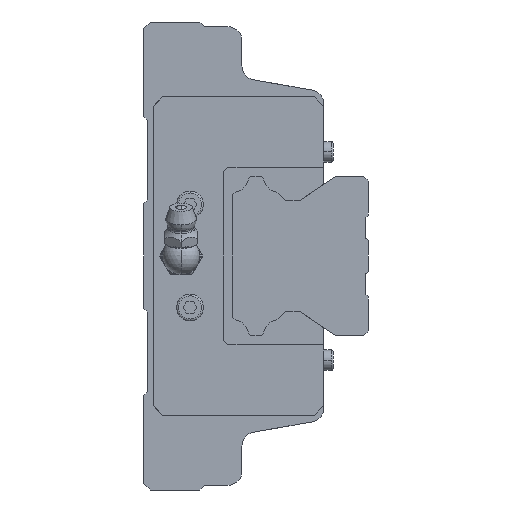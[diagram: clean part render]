
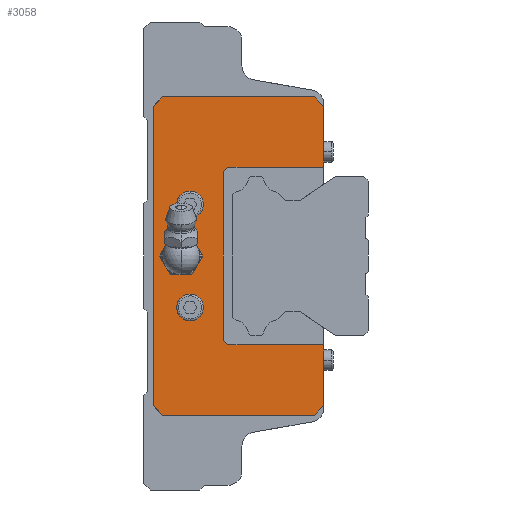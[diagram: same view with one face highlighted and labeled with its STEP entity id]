
A CAD part, left-side view. The second image highlights one B-rep face of the part: STEP entity #3058.
In plain terms, the highlighted planar face has unit normal (-1, 0, 0).
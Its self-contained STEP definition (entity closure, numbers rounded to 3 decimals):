
#1914 = VERTEX_POINT( '', #5542 );
#1984 = EDGE_CURVE( '', #4912, #4698, #5617, .T. );
#2016 = EDGE_CURVE( '', #4010, #3786, #5651, .T. );
#2066 = EDGE_CURVE( '', #2402, #3582, #5707, .T. );
#2114 = EDGE_CURVE( '', #3422, #3460, #5763, .T. );
#2402 = VERTEX_POINT( '', #6089 );
#2534 = EDGE_CURVE( '', #3582, #2782, #6234, .T. );
#2662 = VERTEX_POINT( '', #6369 );
#2716 = EDGE_CURVE( '', #3218, #2818, #6429, .T. );
#2782 = VERTEX_POINT( '', #6501 );
#2818 = VERTEX_POINT( '', #6539 );
#2912 = EDGE_CURVE( '', #4940, #3152, #6641, .T. );
#2974 = EDGE_CURVE( '', #3152, #4940, #6710, .T. );
#2998 = EDGE_CURVE( '', #4542, #3986, #6736, .T. );
#3058 = ADVANCED_FACE( '', ( #6804, #6805, #6806, #6807 ), #6808, .F. );
#3152 = VERTEX_POINT( '', #6909 );
#3158 = EDGE_CURVE( '', #2662, #3924, #6915, .T. );
#3218 = VERTEX_POINT( '', #6977 );
#3322 = EDGE_CURVE( '', #3218, #3422, #7091, .T. );
#3422 = VERTEX_POINT( '', #7198 );
#3460 = VERTEX_POINT( '', #7239 );
#3560 = EDGE_CURVE( '', #3786, #5360, #7346, .T. );
#3582 = VERTEX_POINT( '', #7370 );
#3730 = EDGE_CURVE( '', #4698, #4912, #7541, .T. );
#3786 = VERTEX_POINT( '', #7602 );
#3804 = EDGE_CURVE( '', #3924, #2782, #7621, .T. );
#3924 = VERTEX_POINT( '', #7755 );
#3986 = VERTEX_POINT( '', #7823 );
#4010 = VERTEX_POINT( '', #7849 );
#4128 = VERTEX_POINT( '', #7979 );
#4196 = EDGE_CURVE( '', #4128, #2662, #8055, .T. );
#4542 = VERTEX_POINT( '', #8427 );
#4682 = EDGE_CURVE( '', #1914, #2402, #8588, .T. );
#4698 = VERTEX_POINT( '', #8604 );
#4894 = EDGE_CURVE( '', #3986, #4542, #8816, .T. );
#4896 = EDGE_CURVE( '', #5360, #4128, #8818, .T. );
#4912 = VERTEX_POINT( '', #8834 );
#4940 = VERTEX_POINT( '', #8865 );
#5024 = EDGE_CURVE( '', #3460, #4010, #8963, .T. );
#5360 = VERTEX_POINT( '', #9331 );
#5404 = EDGE_CURVE( '', #2818, #1914, #9379, .T. );
#5542 = CARTESIAN_POINT( '', ( 54.6, 31., -18. ) );
#5617 = CIRCLE( '', #9683, 2.85 );
#5651 = LINE( '', #9735, #9736 );
#5707 = LINE( '', #9808, #9809 );
#5763 = LINE( '', #9875, #9876 );
#6089 = CARTESIAN_POINT( '', ( 54.6, 31., 18. ) );
#6234 = LINE( '', #10519, #10520 );
#6369 = CARTESIAN_POINT( '', ( 54.6, 11.5, 34. ) );
#6429 = LINE( '', #10811, #10812 );
#6501 = CARTESIAN_POINT( '', ( 54.6, 9.5, 19. ) );
#6539 = CARTESIAN_POINT( '', ( 54.6, 30., -19. ) );
#6641 = CIRCLE( '', #11154, 3. );
#6710 = CIRCLE( '', #11269, 3. );
#6736 = CIRCLE( '', #11313, 2.85 );
#6804 = FACE_BOUND( '', #11410, .T. );
#6805 = FACE_BOUND( '', #11411, .T. );
#6806 = FACE_BOUND( '', #11412, .T. );
#6807 = FACE_OUTER_BOUND( '', #11413, .T. );
#6808 = PLANE( '', #11414 );
#6909 = CARTESIAN_POINT( '', ( 54.6, 43., 0. ) );
#6915 = LINE( '', #11557, #11558 );
#6977 = CARTESIAN_POINT( '', ( 54.6, 9.5, -19. ) );
#7091 = LINE( '', #11805, #11806 );
#7198 = CARTESIAN_POINT( '', ( 54.6, 9.5, -32. ) );
#7239 = CARTESIAN_POINT( '', ( 54.6, 11.5, -34. ) );
#7346 = LINE( '', #12191, #12192 );
#7370 = CARTESIAN_POINT( '', ( 54.6, 30., 19. ) );
#7541 = CIRCLE( '', #12504, 2.85 );
#7602 = CARTESIAN_POINT( '', ( 54.6, 46., -32. ) );
#7621 = LINE( '', #12623, #12624 );
#7755 = CARTESIAN_POINT( '', ( 54.6, 9.5, 32. ) );
#7823 = CARTESIAN_POINT( '', ( 54.6, 40.95, 11. ) );
#7849 = CARTESIAN_POINT( '', ( 54.6, 44., -34. ) );
#7979 = CARTESIAN_POINT( '', ( 54.6, 44., 34. ) );
#8055 = LINE( '', #13276, #13277 );
#8427 = CARTESIAN_POINT( '', ( 54.6, 35.25, 11. ) );
#8588 = LINE( '', #14032, #14033 );
#8604 = CARTESIAN_POINT( '', ( 54.6, 40.95, -11. ) );
#8816 = CIRCLE( '', #14350, 2.85 );
#8818 = LINE( '', #14353, #14354 );
#8834 = CARTESIAN_POINT( '', ( 54.6, 35.25, -11. ) );
#8865 = CARTESIAN_POINT( '', ( 54.6, 37., 0. ) );
#8963 = LINE( '', #14555, #14556 );
#9331 = CARTESIAN_POINT( '', ( 54.6, 46., 32. ) );
#9379 = LINE( '', #15176, #15177 );
#9683 = AXIS2_PLACEMENT_3D( '', #15389, #15390, #15391 );
#9735 = CARTESIAN_POINT( '', ( 54.6, 44.375, -33.625 ) );
#9736 = VECTOR( '', #15429, 1. );
#9808 = CARTESIAN_POINT( '', ( 54.6, 29.625, 19.375 ) );
#9809 = VECTOR( '', #15499, 1. );
#9875 = CARTESIAN_POINT( '', ( 54.6, 2., -24.5 ) );
#9876 = VECTOR( '', #15582, 1. );
#10519 = CARTESIAN_POINT( '', ( 54.6, 18.75, 19. ) );
#10520 = VECTOR( '', #16163, 1. );
#10811 = CARTESIAN_POINT( '', ( 54.6, 8.5, -19. ) );
#10812 = VECTOR( '', #16358, 1. );
#11154 = AXIS2_PLACEMENT_3D( '', #16599, #16600, #16601 );
#11269 = AXIS2_PLACEMENT_3D( '', #16686, #16687, #16688 );
#11313 = AXIS2_PLACEMENT_3D( '', #16713, #16714, #16715 );
#11410 = EDGE_LOOP( '', ( #16799, #16800 ) );
#11411 = EDGE_LOOP( '', ( #16801, #16802 ) );
#11412 = EDGE_LOOP( '', ( #16803, #16804 ) );
#11413 = EDGE_LOOP( '', ( #16805, #16806, #16807, #16808, #16809, #16810, #16811, #16812, #16813, #16814, #16815, #16816, #16817, #16818 ) );
#11414 = AXIS2_PLACEMENT_3D( '', #16819, #16820, #16821 );
#11557 = CARTESIAN_POINT( '', ( 54.6, 1., 23.5 ) );
#11558 = VECTOR( '', #16935, 1. );
#11805 = CARTESIAN_POINT( '', ( 54.6, 9.5, 16.241 ) );
#11806 = VECTOR( '', #17063, 1. );
#12191 = CARTESIAN_POINT( '', ( 54.6, 46., 16. ) );
#12192 = VECTOR( '', #17313, 1. );
#12504 = AXIS2_PLACEMENT_3D( '', #17610, #17611, #17612 );
#12623 = CARTESIAN_POINT( '', ( 54.6, 9.5, 16.241 ) );
#12624 = VECTOR( '', #17691, 1. );
#13276 = CARTESIAN_POINT( '', ( 54.6, 9.5, 34. ) );
#13277 = VECTOR( '', #18185, 1. );
#14032 = CARTESIAN_POINT( '', ( 54.6, 31., -9. ) );
#14033 = VECTOR( '', #18789, 1. );
#14350 = AXIS2_PLACEMENT_3D( '', #19015, #19016, #19017 );
#14353 = CARTESIAN_POINT( '', ( 54.6, 43.375, 34.625 ) );
#14354 = VECTOR( '', #19018, 1. );
#14555 = CARTESIAN_POINT( '', ( 54.6, 25.75, -34. ) );
#14556 = VECTOR( '', #19239, 1. );
#15176 = CARTESIAN_POINT( '', ( 54.6, 29.125, -19.875 ) );
#15177 = VECTOR( '', #19719, 1. );
#15389 = CARTESIAN_POINT( '', ( 54.6, 38.1, -11. ) );
#15390 = DIRECTION( '', ( 1., 0., 0. ) );
#15391 = DIRECTION( '', ( 0., 1., 0. ) );
#15429 = DIRECTION( '', ( 0., 0.707, 0.707 ) );
#15499 = DIRECTION( '', ( 0., -0.707, 0.707 ) );
#15582 = DIRECTION( '', ( 0., 0.707, -0.707 ) );
#16163 = DIRECTION( '', ( 0., -1., 0. ) );
#16358 = DIRECTION( '', ( 0., 1., 0. ) );
#16599 = CARTESIAN_POINT( '', ( 54.6, 40., 0. ) );
#16600 = DIRECTION( '', ( 1., 0., 0. ) );
#16601 = DIRECTION( '', ( 0., 1., 0. ) );
#16686 = CARTESIAN_POINT( '', ( 54.6, 40., 0. ) );
#16687 = DIRECTION( '', ( 1., 0., 0. ) );
#16688 = DIRECTION( '', ( 0., 1., 0. ) );
#16713 = CARTESIAN_POINT( '', ( 54.6, 38.1, 11. ) );
#16714 = DIRECTION( '', ( 1., 0., 0. ) );
#16715 = DIRECTION( '', ( 0., 1., 0. ) );
#16799 = ORIENTED_EDGE( '', *, *, #2974, .T. );
#16800 = ORIENTED_EDGE( '', *, *, #2912, .T. );
#16801 = ORIENTED_EDGE( '', *, *, #4894, .T. );
#16802 = ORIENTED_EDGE( '', *, *, #2998, .T. );
#16803 = ORIENTED_EDGE( '', *, *, #3730, .T. );
#16804 = ORIENTED_EDGE( '', *, *, #1984, .T. );
#16805 = ORIENTED_EDGE( '', *, *, #2716, .T. );
#16806 = ORIENTED_EDGE( '', *, *, #5404, .T. );
#16807 = ORIENTED_EDGE( '', *, *, #4682, .T. );
#16808 = ORIENTED_EDGE( '', *, *, #2066, .T. );
#16809 = ORIENTED_EDGE( '', *, *, #2534, .T. );
#16810 = ORIENTED_EDGE( '', *, *, #3804, .F. );
#16811 = ORIENTED_EDGE( '', *, *, #3158, .F. );
#16812 = ORIENTED_EDGE( '', *, *, #4196, .F. );
#16813 = ORIENTED_EDGE( '', *, *, #4896, .F. );
#16814 = ORIENTED_EDGE( '', *, *, #3560, .F. );
#16815 = ORIENTED_EDGE( '', *, *, #2016, .F. );
#16816 = ORIENTED_EDGE( '', *, *, #5024, .F. );
#16817 = ORIENTED_EDGE( '', *, *, #2114, .F. );
#16818 = ORIENTED_EDGE( '', *, *, #3322, .F. );
#16819 = CARTESIAN_POINT( '', ( 54.6, 7.5, 0. ) );
#16820 = DIRECTION( '', ( 1., 0., 0. ) );
#16821 = DIRECTION( '', ( 0., 0., -1. ) );
#16935 = DIRECTION( '', ( 0., -0.707, -0.707 ) );
#17063 = DIRECTION( '', ( 0., 0., -1. ) );
#17313 = DIRECTION( '', ( 0., 0., 1. ) );
#17610 = CARTESIAN_POINT( '', ( 54.6, 38.1, -11. ) );
#17611 = DIRECTION( '', ( 1., 0., 0. ) );
#17612 = DIRECTION( '', ( 0., 1., 0. ) );
#17691 = DIRECTION( '', ( 0., 0., -1. ) );
#18185 = DIRECTION( '', ( 0., -1., 0. ) );
#18789 = DIRECTION( '', ( 0., 0., 1. ) );
#19015 = CARTESIAN_POINT( '', ( 54.6, 38.1, 11. ) );
#19016 = DIRECTION( '', ( 1., 0., 0. ) );
#19017 = DIRECTION( '', ( 0., 1., 0. ) );
#19018 = DIRECTION( '', ( 0., -0.707, 0.707 ) );
#19239 = DIRECTION( '', ( 0., 1., 0. ) );
#19719 = DIRECTION( '', ( 0., 0.707, 0.707 ) );
